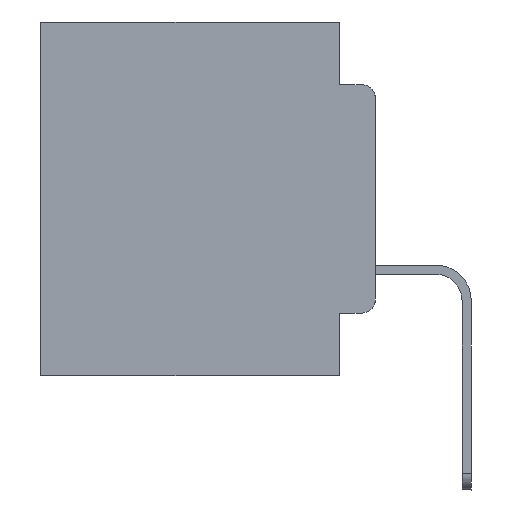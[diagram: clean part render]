
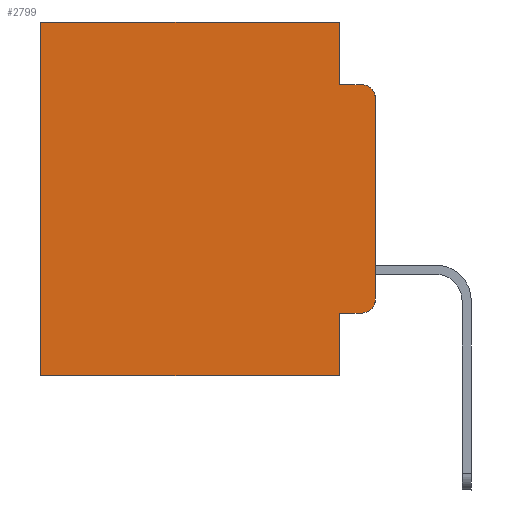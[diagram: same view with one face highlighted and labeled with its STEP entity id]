
A CAD part, left-side view. The second image highlights one B-rep face of the part: STEP entity #2799.
In plain terms, the highlighted planar face has unit normal (-1, 0, 0).
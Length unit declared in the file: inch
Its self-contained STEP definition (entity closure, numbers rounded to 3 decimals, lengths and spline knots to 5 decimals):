
#574 = CARTESIAN_POINT ( 'NONE',  ( 0.298, 0.051, -0.0885 ) ) ;
#612 = EDGE_CURVE ( 'NONE', #9690, #13580, #21954, .T. ) ;
#1057 = VECTOR ( 'NONE', #10667, 39.37008 ) ;
#1293 = VERTEX_POINT ( 'NONE', #9236 ) ;
#1450 = LINE ( 'NONE', #11915, #21030 ) ;
#1777 = ORIENTED_EDGE ( 'NONE', *, *, #12731, .F. ) ;
#1953 = DIRECTION ( 'NONE',  ( 0., 1., 0. ) ) ;
#2149 = CARTESIAN_POINT ( 'NONE',  ( 0.298, 0., 0. ) ) ;
#2185 = LINE ( 'NONE', #2149, #18486 ) ;
#2253 = LINE ( 'NONE', #19708, #4223 ) ;
#2402 = DIRECTION ( 'NONE',  ( 0., 0., -1. ) ) ;
#2799 = ADVANCED_FACE ( 'NONE', ( #25281 ), #23048, .F. ) ;
#4223 = VECTOR ( 'NONE', #7246, 39.37008 ) ;
#4257 = ORIENTED_EDGE ( 'NONE', *, *, #18230, .T. ) ;
#4830 = DIRECTION ( 'NONE',  ( -1., 0., 0. ) ) ;
#4880 = ORIENTED_EDGE ( 'NONE', *, *, #18061, .T. ) ;
#5525 = ORIENTED_EDGE ( 'NONE', *, *, #9566, .F. ) ;
#5548 = LINE ( 'NONE', #17894, #23475 ) ;
#5708 = LINE ( 'NONE', #26582, #14513 ) ;
#6101 = AXIS2_PLACEMENT_3D ( 'NONE', #19044, #18950, #19230 ) ;
#6431 = CARTESIAN_POINT ( 'NONE',  ( 0.298, 0.473, 0. ) ) ;
#6444 = DIRECTION ( 'NONE',  ( 0., 0., -1. ) ) ;
#6501 = ORIENTED_EDGE ( 'NONE', *, *, #15777, .T. ) ;
#7050 = EDGE_CURVE ( 'NONE', #25579, #12235, #18546, .T. ) ;
#7246 = DIRECTION ( 'NONE',  ( 0., -1., 0. ) ) ;
#7717 = CARTESIAN_POINT ( 'NONE',  ( 0.298, 0.02, -0.4115 ) ) ;
#8623 = VECTOR ( 'NONE', #27029, 39.37008 ) ;
#8734 = AXIS2_PLACEMENT_3D ( 'NONE', #10816, #10989, #6444 ) ;
#8998 = CARTESIAN_POINT ( 'NONE',  ( 0.298, 0.02, -0.3915 ) ) ;
#9236 = CARTESIAN_POINT ( 'NONE',  ( 0.298, 0.051, 0. ) ) ;
#9538 = LINE ( 'NONE', #21252, #1057 ) ;
#9566 = EDGE_CURVE ( 'NONE', #12235, #26812, #1450, .T. ) ;
#9690 = VERTEX_POINT ( 'NONE', #7717 ) ;
#9737 = AXIS2_PLACEMENT_3D ( 'NONE', #8998, #4830, #17669 ) ;
#10264 = CARTESIAN_POINT ( 'NONE',  ( 0.298, 0., -0.3915 ) ) ;
#10667 = DIRECTION ( 'NONE',  ( 0., 0., -1. ) ) ;
#10816 = CARTESIAN_POINT ( 'NONE',  ( 0.298, 0.02, -0.1085 ) ) ;
#10989 = DIRECTION ( 'NONE',  ( -1., 0., 0. ) ) ;
#11915 = CARTESIAN_POINT ( 'NONE',  ( 0.298, 0., -0.5 ) ) ;
#12235 = VERTEX_POINT ( 'NONE', #24104 ) ;
#12360 = VECTOR ( 'NONE', #2402, 39.37008 ) ;
#12731 = EDGE_CURVE ( 'NONE', #15609, #25687, #2253, .T. ) ;
#13580 = VERTEX_POINT ( 'NONE', #10264 ) ;
#13708 = EDGE_CURVE ( 'NONE', #25619, #25687, #19815, .T. ) ;
#14345 = CARTESIAN_POINT ( 'NONE',  ( 0.298, 0.02, -0.0885 ) ) ;
#14513 = VECTOR ( 'NONE', #1953, 39.37008 ) ;
#15609 = VERTEX_POINT ( 'NONE', #574 ) ;
#15678 = EDGE_LOOP ( 'NONE', ( #21254, #20334, #1777, #26766, #4880, #4257, #5525, #25135, #6501, #21731 ) ) ;
#15777 = EDGE_CURVE ( 'NONE', #25579, #9690, #5548, .T. ) ;
#17401 = CARTESIAN_POINT ( 'NONE',  ( 0.298, 0.473, 0. ) ) ;
#17669 = DIRECTION ( 'NONE',  ( 0., 0., -1. ) ) ;
#17831 = VERTEX_POINT ( 'NONE', #17401 ) ;
#17894 = CARTESIAN_POINT ( 'NONE',  ( 0.298, 0.051, -0.4115 ) ) ;
#17920 = DIRECTION ( 'NONE',  ( 0., 1., 0. ) ) ;
#18061 = EDGE_CURVE ( 'NONE', #1293, #17831, #5708, .T. ) ;
#18230 = EDGE_CURVE ( 'NONE', #17831, #26812, #18715, .T. ) ;
#18486 = VECTOR ( 'NONE', #18830, 39.37008 ) ;
#18546 = LINE ( 'NONE', #19095, #12360 ) ;
#18715 = LINE ( 'NONE', #6431, #8623 ) ;
#18830 = DIRECTION ( 'NONE',  ( 0., 0., -1. ) ) ;
#18950 = DIRECTION ( 'NONE',  ( 1., 0., 0. ) ) ;
#19044 = CARTESIAN_POINT ( 'NONE',  ( 0.298, 0., 0. ) ) ;
#19095 = CARTESIAN_POINT ( 'NONE',  ( 0.298, 0.051, 0. ) ) ;
#19230 = DIRECTION ( 'NONE',  ( 0., 0., -1. ) ) ;
#19708 = CARTESIAN_POINT ( 'NONE',  ( 0.298, 0.051, -0.0885 ) ) ;
#19815 = CIRCLE ( 'NONE', #8734, 0.02 ) ;
#20094 = CARTESIAN_POINT ( 'NONE',  ( 0.298, 0., -0.1085 ) ) ;
#20190 = CARTESIAN_POINT ( 'NONE',  ( 0.298, 0.051, -0.4115 ) ) ;
#20334 = ORIENTED_EDGE ( 'NONE', *, *, #13708, .T. ) ;
#20377 = CARTESIAN_POINT ( 'NONE',  ( 0.298, 0.473, -0.5 ) ) ;
#21030 = VECTOR ( 'NONE', #17920, 39.37008 ) ;
#21252 = CARTESIAN_POINT ( 'NONE',  ( 0.298, 0.051, 0. ) ) ;
#21254 = ORIENTED_EDGE ( 'NONE', *, *, #25274, .F. ) ;
#21657 = EDGE_CURVE ( 'NONE', #1293, #15609, #9538, .T. ) ;
#21731 = ORIENTED_EDGE ( 'NONE', *, *, #612, .T. ) ;
#21954 = CIRCLE ( 'NONE', #9737, 0.02 ) ;
#23048 = PLANE ( 'NONE',  #6101 ) ;
#23475 = VECTOR ( 'NONE', #24075, 39.37008 ) ;
#24075 = DIRECTION ( 'NONE',  ( 0., -1., 0. ) ) ;
#24104 = CARTESIAN_POINT ( 'NONE',  ( 0.298, 0.051, -0.5 ) ) ;
#25135 = ORIENTED_EDGE ( 'NONE', *, *, #7050, .F. ) ;
#25274 = EDGE_CURVE ( 'NONE', #25619, #13580, #2185, .T. ) ;
#25281 = FACE_OUTER_BOUND ( 'NONE', #15678, .T. ) ;
#25579 = VERTEX_POINT ( 'NONE', #20190 ) ;
#25619 = VERTEX_POINT ( 'NONE', #20094 ) ;
#25687 = VERTEX_POINT ( 'NONE', #14345 ) ;
#26582 = CARTESIAN_POINT ( 'NONE',  ( 0.298, 0., 0. ) ) ;
#26766 = ORIENTED_EDGE ( 'NONE', *, *, #21657, .F. ) ;
#26812 = VERTEX_POINT ( 'NONE', #20377 ) ;
#27029 = DIRECTION ( 'NONE',  ( 0., 0., -1. ) ) ;
